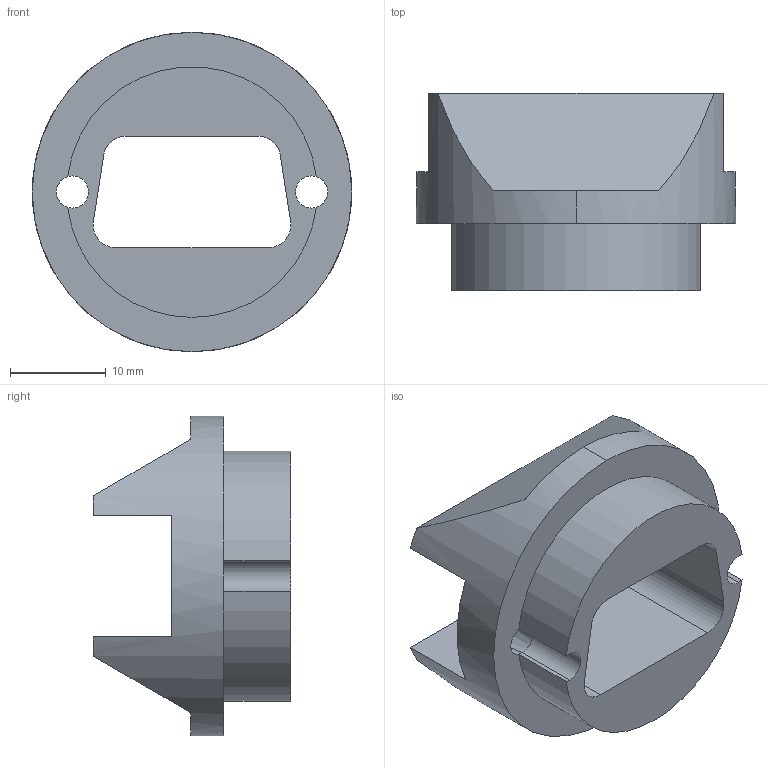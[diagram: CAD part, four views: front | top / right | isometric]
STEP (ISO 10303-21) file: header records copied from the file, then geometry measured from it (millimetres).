
FILE_DESCRIPTION (( 'STEP AP214' ), '1' );
FILE_NAME ('sub-d-male-top.STEP', '2019-04-06T16:39:03', ( '' ), ( '' ), 'SwSTEP 2.0', 'SolidWorks 2016', '' );
FILE_SCHEMA (( 'AUTOMOTIVE_DESIGN' ));
Length unit declared in the file: millimetre
Products named in the file (1): sub-d-male-top
Bounding box: 33.4 x 20.63 x 33.4 mm (x, y, z)
Volume: 7397.7 mm3; surface area: 4194.3 mm2
Topology: 1 solids, 1 shells, 40 faces, 103 edges, 66 vertices
Faces by surface type: cylinder 19, plane 17, cone 4
Entity records: 1281 total; most frequent: DIRECTION 233, CARTESIAN_POINT 222, ORIENTED_EDGE 206, EDGE_CURVE 103, AXIS2_PLACEMENT_3D 93, VERTEX_POINT 66, CIRCLE 52, LINE 47
